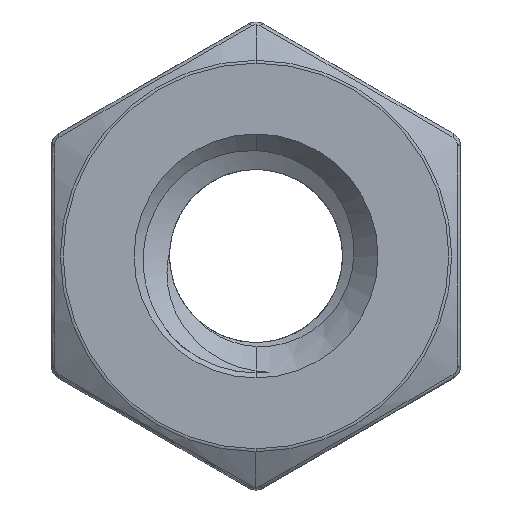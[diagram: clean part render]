
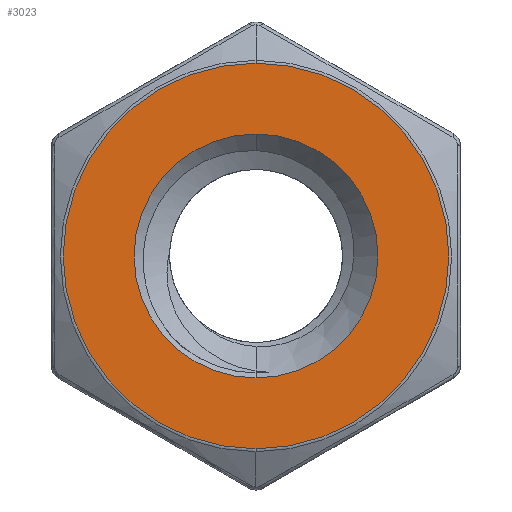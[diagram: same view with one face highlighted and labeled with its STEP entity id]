
A CAD part, front view. The second image highlights one B-rep face of the part: STEP entity #3023.
In plain terms, the highlighted planar face has unit normal (0, -1, 0).
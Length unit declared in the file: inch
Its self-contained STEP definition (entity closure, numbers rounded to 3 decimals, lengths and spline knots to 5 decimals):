
#62 = CARTESIAN_POINT ( 'NONE',  ( 0., 0., -0.20617 ) ) ;
#167 = ORIENTED_EDGE ( 'NONE', *, *, #5473, .T. ) ;
#174 = ORIENTED_EDGE ( 'NONE', *, *, #1329, .T. ) ;
#232 = CARTESIAN_POINT ( 'NONE',  ( 0., 0., 0.13041 ) ) ;
#328 = VERTEX_POINT ( 'NONE', #1358 ) ;
#440 = AXIS2_PLACEMENT_3D ( 'NONE', #3559, #3600, #5501 ) ;
#623 = CARTESIAN_POINT ( 'NONE',  ( 0.21875, 0., -0.1263 ) ) ;
#711 = DIRECTION ( 'NONE',  ( 0., -1., 0. ) ) ;
#1329 = EDGE_CURVE ( 'NONE', #4622, #4352, #4776, .T. ) ;
#1358 = CARTESIAN_POINT ( 'NONE',  ( 0., 0., -0.13041 ) ) ;
#1418 = AXIS2_PLACEMENT_3D ( 'NONE', #2358, #2820, #4218 ) ;
#1426 = EDGE_CURVE ( 'NONE', #328, #2478, #4701, .T. ) ;
#1561 = DIRECTION ( 'NONE',  ( 0., -1., 0. ) ) ;
#1593 = CIRCLE ( 'NONE', #2015, 0.20617 ) ;
#1616 = PLANE ( 'NONE',  #3038 ) ;
#1619 = ORIENTED_EDGE ( 'NONE', *, *, #2160, .F. ) ;
#1637 = DIRECTION ( 'NONE',  ( 0., 0., -1. ) ) ;
#1686 = AXIS2_PLACEMENT_3D ( 'NONE', #4952, #2671, #5925 ) ;
#2015 = AXIS2_PLACEMENT_3D ( 'NONE', #5387, #711, #2100 ) ;
#2100 = DIRECTION ( 'NONE',  ( 0., 0., -1. ) ) ;
#2160 = EDGE_CURVE ( 'NONE', #2478, #328, #4459, .T. ) ;
#2244 = ORIENTED_EDGE ( 'NONE', *, *, #1426, .F. ) ;
#2358 = CARTESIAN_POINT ( 'NONE',  ( 0., 0., 0. ) ) ;
#2478 = VERTEX_POINT ( 'NONE', #232 ) ;
#2671 = DIRECTION ( 'NONE',  ( 0., -1., 0. ) ) ;
#2820 = DIRECTION ( 'NONE',  ( 0., -1., 0. ) ) ;
#3023 = ADVANCED_FACE ( 'NONE', ( #3726, #5838 ), #1616, .T. ) ;
#3038 = AXIS2_PLACEMENT_3D ( 'NONE', #623, #1561, #1637 ) ;
#3559 = CARTESIAN_POINT ( 'NONE',  ( 0., 0., 0. ) ) ;
#3600 = DIRECTION ( 'NONE',  ( 0., -1., 0. ) ) ;
#3726 = FACE_BOUND ( 'NONE', #6031, .T. ) ;
#4218 = DIRECTION ( 'NONE',  ( 0., 0., -1. ) ) ;
#4352 = VERTEX_POINT ( 'NONE', #4512 ) ;
#4459 = CIRCLE ( 'NONE', #1418, 0.13041 ) ;
#4512 = CARTESIAN_POINT ( 'NONE',  ( 0., 0., 0.20617 ) ) ;
#4622 = VERTEX_POINT ( 'NONE', #62 ) ;
#4701 = CIRCLE ( 'NONE', #1686, 0.13041 ) ;
#4776 = CIRCLE ( 'NONE', #440, 0.20617 ) ;
#4952 = CARTESIAN_POINT ( 'NONE',  ( 0., 0., 0. ) ) ;
#5387 = CARTESIAN_POINT ( 'NONE',  ( 0., 0., 0. ) ) ;
#5473 = EDGE_CURVE ( 'NONE', #4352, #4622, #1593, .T. ) ;
#5501 = DIRECTION ( 'NONE',  ( 0., 0., -1. ) ) ;
#5641 = EDGE_LOOP ( 'NONE', ( #174, #167 ) ) ;
#5838 = FACE_OUTER_BOUND ( 'NONE', #5641, .T. ) ;
#5925 = DIRECTION ( 'NONE',  ( 0., 0., -1. ) ) ;
#6031 = EDGE_LOOP ( 'NONE', ( #2244, #1619 ) ) ;
